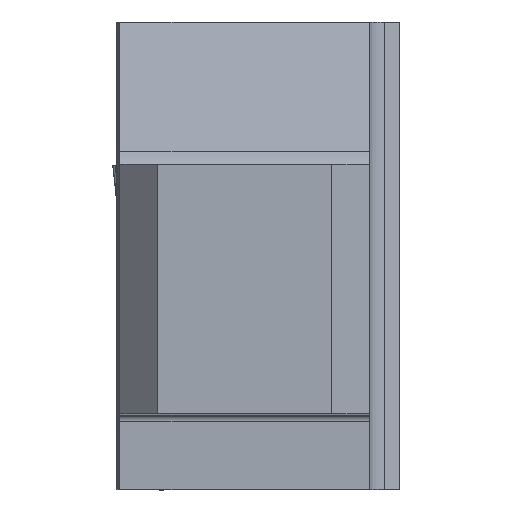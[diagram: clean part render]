
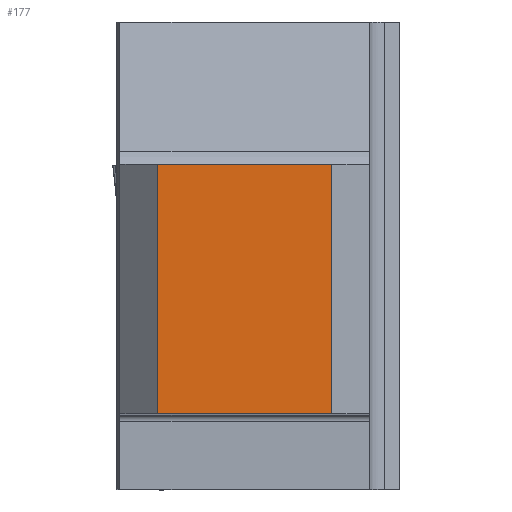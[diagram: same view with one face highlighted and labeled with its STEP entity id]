
A CAD part, top view. The second image highlights one B-rep face of the part: STEP entity #177.
In plain terms, the highlighted planar face has unit normal (0, 0, 1).
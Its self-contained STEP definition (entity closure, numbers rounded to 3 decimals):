
#177=ADVANCED_FACE('CU_BACK_SU1',(#294),#240,.F.);
#240=PLANE('',#1460);
#294=FACE_OUTER_BOUND('',#361,.T.);
#361=EDGE_LOOP('',(#528,#529,#530,#531));
#528=ORIENTED_EDGE('',*,*,#976,.F.);
#529=ORIENTED_EDGE('',*,*,#977,.T.);
#530=ORIENTED_EDGE('',*,*,#978,.T.);
#531=ORIENTED_EDGE('',*,*,#974,.F.);
#834=VERTEX_POINT('',#2052);
#835=VERTEX_POINT('',#2054);
#836=VERTEX_POINT('',#2058);
#837=VERTEX_POINT('',#2060);
#974=EDGE_CURVE('',#834,#835,#1136,.T.);
#976=EDGE_CURVE('',#836,#834,#1138,.T.);
#977=EDGE_CURVE('',#836,#837,#1139,.T.);
#978=EDGE_CURVE('',#837,#835,#1140,.T.);
#1136=LINE('',#2053,#1277);
#1138=LINE('',#2057,#1279);
#1139=LINE('',#2059,#1280);
#1140=LINE('',#2061,#1281);
#1277=VECTOR('',#1653,1.);
#1279=VECTOR('',#1657,1.);
#1280=VECTOR('',#1658,1.);
#1281=VECTOR('',#1659,1.);
#1460=AXIS2_PLACEMENT_3D('',#2062,#1660,#1661);
#1653=DIRECTION('',(1.,0.,0.));
#1657=DIRECTION('',(0.,1.,0.));
#1658=DIRECTION('',(1.,0.,0.));
#1659=DIRECTION('',(0.,1.,0.));
#1660=DIRECTION('',(0.,0.,-1.));
#1661=DIRECTION('',(-1.,0.,0.));
#2052=CARTESIAN_POINT('',(-16.925,19.925,0.));
#2053=CARTESIAN_POINT('',(-110.,19.925,0.));
#2054=CARTESIAN_POINT('',(-3.,19.925,0.));
#2057=CARTESIAN_POINT('',(-16.925,0.,0.));
#2058=CARTESIAN_POINT('',(-16.925,0.,0.));
#2059=CARTESIAN_POINT('',(-110.,0.,0.));
#2060=CARTESIAN_POINT('',(-3.,0.,0.));
#2061=CARTESIAN_POINT('',(-3.,0.,0.));
#2062=CARTESIAN_POINT('',(22.996,39.925,0.));
